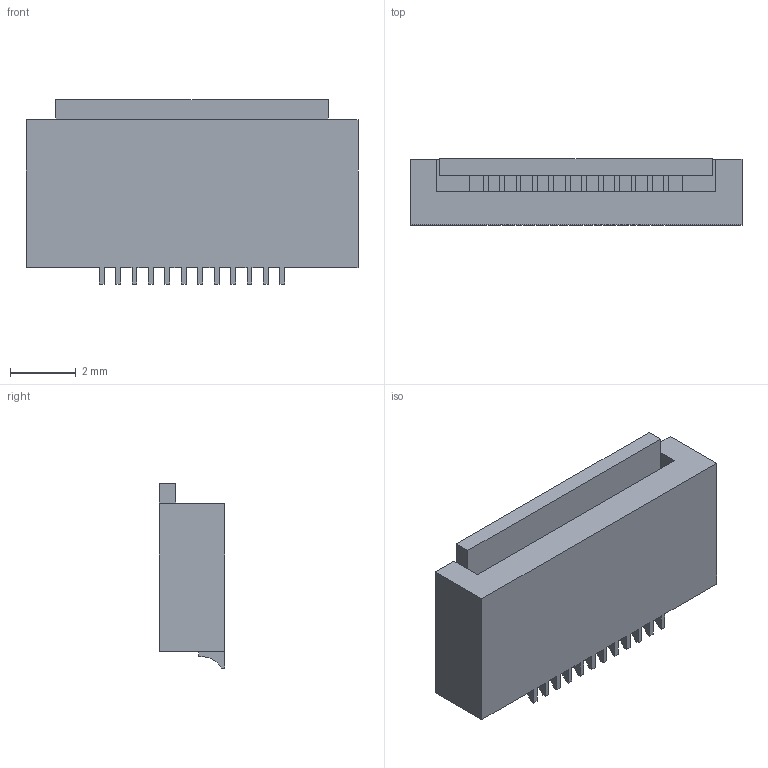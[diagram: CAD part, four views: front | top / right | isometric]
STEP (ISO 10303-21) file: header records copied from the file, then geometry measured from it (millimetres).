
FILE_DESCRIPTION((''),'2;1');
FILE_NAME('12PIN_T2','2012-09-18T',('Administrator'),(''),'PRO/ENGINEER BY PARAMETRIC TECHNOLOGY CORPORATION, 2008230','PRO/ENGINEER BY PARAMETRIC TECHNOLOGY CORPORATION, 2008230','');
FILE_SCHEMA(('AUTOMOTIVE_DESIGN_CC2 { 1 2 10303 214 -1 1 5 2 }'));
Length unit declared in the file: millimetre
Products named in the file (1): 12PIN_T2
Bounding box: 10.1 x 2 x 5.6 mm (x, y, z)
Volume: 80 mm3; surface area: 236 mm2
Topology: 1 solids, 1 shells, 132 faces, 432 edges, 280 vertices
Faces by surface type: plane 120, extrusion 12
Entity records: 4865 total; most frequent: CARTESIAN_POINT 1001, ORIENTED_EDGE 864, DIRECTION 686, EDGE_CURVE 432, VECTOR 420, LINE 408, VERTEX_POINT 280, AXIS2_PLACEMENT_3D 133
